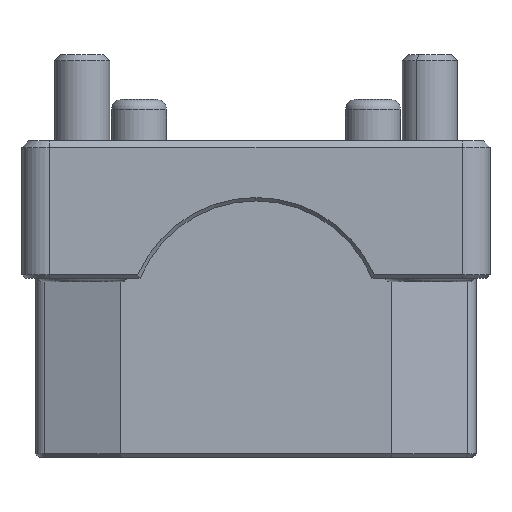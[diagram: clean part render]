
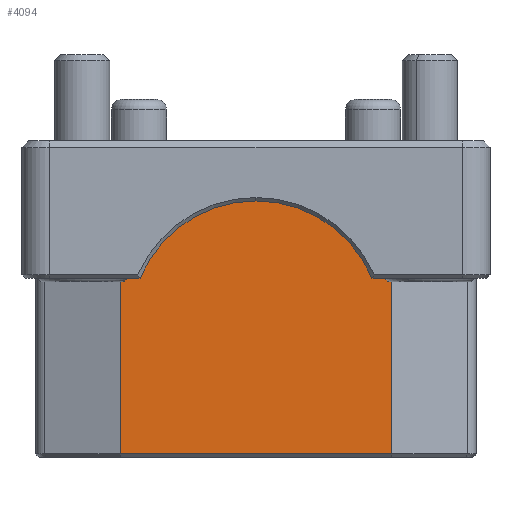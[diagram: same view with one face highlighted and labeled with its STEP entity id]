
A CAD part, left-side view. The second image highlights one B-rep face of the part: STEP entity #4094.
In plain terms, the highlighted planar face has unit normal (-1, 0, 0).
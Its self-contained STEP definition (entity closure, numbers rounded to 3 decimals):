
#1682=EDGE_CURVE('NONE',#3076,#4320,#4634,.T.);
#1770=EDGE_CURVE('NONE',#2760,#4412,#4730,.T.);
#2060=VERTEX_POINT('NONE',#5054);
#2158=VERTEX_POINT('NONE',#5158);
#2316=EDGE_CURVE('NONE',#2760,#2060,#5331,.T.);
#2760=VERTEX_POINT('NONE',#5831);
#2930=VERTEX_POINT('NONE',#6034);
#3076=VERTEX_POINT('',#6194);
#3150=EDGE_CURVE('NONE',#2930,#2158,#6275,.T.);
#3592=EDGE_CURVE('NONE',#4320,#2930,#6760,.T.);
#3916=EDGE_CURVE('NONE',#4412,#3076,#7122,.T.);
#4042=EDGE_CURVE('NONE',#2060,#2158,#7257,.T.);
#4094=ADVANCED_FACE('NONE',(#7317),#7318,.F.);
#4320=VERTEX_POINT('NONE',#7577);
#4412=VERTEX_POINT('NONE',#7686);
#4634=CIRCLE('',#7973,18.25);
#4730=LINE('',#8095,#8096);
#5054=CARTESIAN_POINT('',(21.5,19.75,-45.5));
#5158=CARTESIAN_POINT('',(21.5,-19.75,-45.5));
#5331=LINE('',#8916,#8917);
#5831=CARTESIAN_POINT('',(21.5,19.75,-20.0));
#6034=CARTESIAN_POINT('',(21.5,-19.75,-20.0));
#6194=CARTESIAN_POINT('',(21.5,0.,-8.75));
#6275=LINE('',#10186,#10187);
#6760=LINE('',#10832,#10833);
#7122=CIRCLE('',#11315,18.25);
#7257=LINE('',#11508,#11509);
#7317=FACE_OUTER_BOUND('',#11586,.T.);
#7318=PLANE('',#11587);
#7577=CARTESIAN_POINT('',(21.5,-16.854,-20.0));
#7686=CARTESIAN_POINT('',(21.5,16.854,-20.0));
#7973=AXIS2_PLACEMENT_3D('',#12334,#12335,#12336);
#8095=CARTESIAN_POINT('',(21.5,-19.75,-20.0));
#8096=VECTOR('',#12436,1000.0);
#8916=CARTESIAN_POINT('',(21.5,19.75,71.42));
#8917=VECTOR('',#13120,1000.0);
#10186=CARTESIAN_POINT('',(21.5,-19.75,71.42));
#10187=VECTOR('',#14304,1000.0);
#10832=CARTESIAN_POINT('',(21.5,-19.75,-20.0));
#10833=VECTOR('',#14854,1000.0);
#11315=AXIS2_PLACEMENT_3D('',#15270,#15271,#15272);
#11508=CARTESIAN_POINT('',(21.5,-19.75,-45.5));
#11509=VECTOR('',#15407,1000.0);
#11586=EDGE_LOOP('',(#15492,#15493,#15494,#15495,#15496,#15497,#15498));
#11587=AXIS2_PLACEMENT_3D('',#15499,#15500,#15501);
#12334=CARTESIAN_POINT('',(21.5,0.,-27.0));
#12335=DIRECTION('',(1.0,0.,0.));
#12336=DIRECTION('',(0.,-1.0,0.));
#12436=DIRECTION('',(0.,-1.0,0.));
#13120=DIRECTION('',(0.,0.,-1.0));
#14304=DIRECTION('',(0.,0.,-1.0));
#14854=DIRECTION('',(0.,-1.0,0.));
#15270=CARTESIAN_POINT('',(21.5,0.,-27.0));
#15271=DIRECTION('',(1.0,0.,0.));
#15272=DIRECTION('',(0.,-1.0,0.));
#15407=DIRECTION('',(0.,-1.0,0.));
#15492=ORIENTED_EDGE('',*,*,#2316,.T.);
#15493=ORIENTED_EDGE('',*,*,#4042,.T.);
#15494=ORIENTED_EDGE('',*,*,#3150,.F.);
#15495=ORIENTED_EDGE('',*,*,#3592,.F.);
#15496=ORIENTED_EDGE('',*,*,#1682,.F.);
#15497=ORIENTED_EDGE('',*,*,#3916,.F.);
#15498=ORIENTED_EDGE('',*,*,#1770,.F.);
#15499=CARTESIAN_POINT('',(21.5,-19.75,71.42));
#15500=DIRECTION('',(1.0,0.,0.));
#15501=DIRECTION('',(0.,-1.0,0.));
